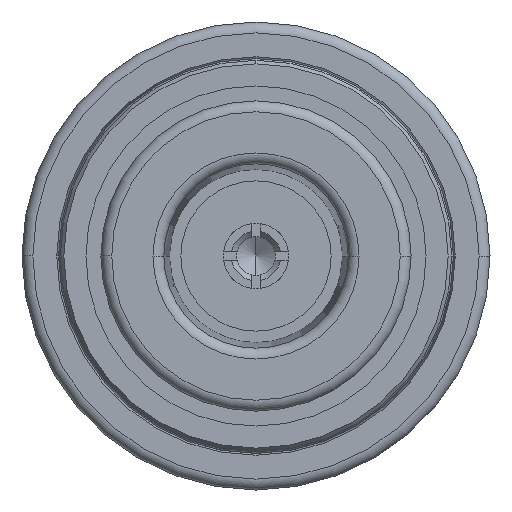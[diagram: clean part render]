
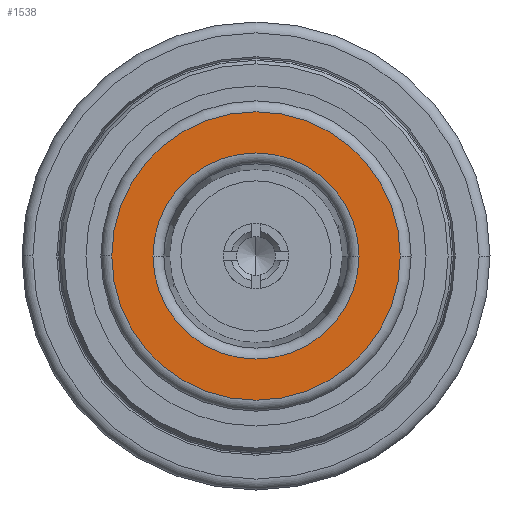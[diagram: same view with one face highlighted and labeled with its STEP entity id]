
A CAD part, left-side view. The second image highlights one B-rep face of the part: STEP entity #1538.
In plain terms, the highlighted planar face has unit normal (-1, 0, 0).
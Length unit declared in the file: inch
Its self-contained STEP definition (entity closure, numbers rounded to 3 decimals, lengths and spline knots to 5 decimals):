
#806 = DIRECTION ( 'NONE',  ( 0., -1., 0. ) ) ;
#970 = PLANE ( 'NONE',  #10935 ) ;
#1097 = VERTEX_POINT ( 'NONE', #1495 ) ;
#1194 = DIRECTION ( 'NONE',  ( 1., 0., 0. ) ) ;
#1245 = CARTESIAN_POINT ( 'NONE',  ( -2.03097, 0.23907, 0. ) ) ;
#1330 = CARTESIAN_POINT ( 'NONE',  ( -2.03097, 0.42844, 0. ) ) ;
#1345 = CARTESIAN_POINT ( 'NONE',  ( -2.03097, -0.02593, 0. ) ) ;
#1495 = CARTESIAN_POINT ( 'NONE',  ( -2.03097, 0.04971, 0. ) ) ;
#1538 = ADVANCED_FACE ( 'NONE', ( #4918, #15543 ), #970, .T. ) ;
#1826 = AXIS2_PLACEMENT_3D ( 'NONE', #8103, #5766, #6984 ) ;
#2100 = CARTESIAN_POINT ( 'NONE',  ( -2.03097, 0.23907, 0. ) ) ;
#2118 = ORIENTED_EDGE ( 'NONE', *, *, #9218, .T. ) ;
#2255 = DIRECTION ( 'NONE',  ( 0., -1., 0. ) ) ;
#2756 = VERTEX_POINT ( 'NONE', #1345 ) ;
#3039 = CIRCLE ( 'NONE', #5334, 0.18937 ) ;
#3806 = CIRCLE ( 'NONE', #1826, 0.265 ) ;
#4093 = EDGE_CURVE ( 'NONE', #5907, #2756, #10224, .T. ) ;
#4246 = EDGE_LOOP ( 'NONE', ( #15006, #7486 ) ) ;
#4918 = FACE_BOUND ( 'NONE', #9061, .T. ) ;
#5114 = AXIS2_PLACEMENT_3D ( 'NONE', #6915, #14344, #6859 ) ;
#5334 = AXIS2_PLACEMENT_3D ( 'NONE', #1245, #1194, #15931 ) ;
#5766 = DIRECTION ( 'NONE',  ( -1., 0., 0. ) ) ;
#5876 = CARTESIAN_POINT ( 'NONE',  ( -2.03097, 0.52407, 0. ) ) ;
#5907 = VERTEX_POINT ( 'NONE', #15510 ) ;
#6113 = CIRCLE ( 'NONE', #13489, 0.18937 ) ;
#6314 = ORIENTED_EDGE ( 'NONE', *, *, #10347, .T. ) ;
#6859 = DIRECTION ( 'NONE',  ( 0., -1., 0. ) ) ;
#6915 = CARTESIAN_POINT ( 'NONE',  ( -2.03097, 0.23907, 0. ) ) ;
#6984 = DIRECTION ( 'NONE',  ( 0., -1., 0. ) ) ;
#7486 = ORIENTED_EDGE ( 'NONE', *, *, #4093, .T. ) ;
#8103 = CARTESIAN_POINT ( 'NONE',  ( -2.03097, 0.23907, 0. ) ) ;
#9061 = EDGE_LOOP ( 'NONE', ( #2118, #6314 ) ) ;
#9218 = EDGE_CURVE ( 'NONE', #1097, #15120, #3039, .T. ) ;
#10224 = CIRCLE ( 'NONE', #5114, 0.265 ) ;
#10347 = EDGE_CURVE ( 'NONE', #15120, #1097, #6113, .T. ) ;
#10852 = DIRECTION ( 'NONE',  ( -1., 0., 0. ) ) ;
#10935 = AXIS2_PLACEMENT_3D ( 'NONE', #5876, #10852, #2255 ) ;
#11246 = EDGE_CURVE ( 'NONE', #2756, #5907, #3806, .T. ) ;
#13489 = AXIS2_PLACEMENT_3D ( 'NONE', #2100, #15593, #806 ) ;
#14344 = DIRECTION ( 'NONE',  ( -1., 0., 0. ) ) ;
#15006 = ORIENTED_EDGE ( 'NONE', *, *, #11246, .T. ) ;
#15120 = VERTEX_POINT ( 'NONE', #1330 ) ;
#15510 = CARTESIAN_POINT ( 'NONE',  ( -2.03097, 0.50407, 0. ) ) ;
#15543 = FACE_OUTER_BOUND ( 'NONE', #4246, .T. ) ;
#15593 = DIRECTION ( 'NONE',  ( 1., 0., 0. ) ) ;
#15931 = DIRECTION ( 'NONE',  ( 0., -1., 0. ) ) ;
